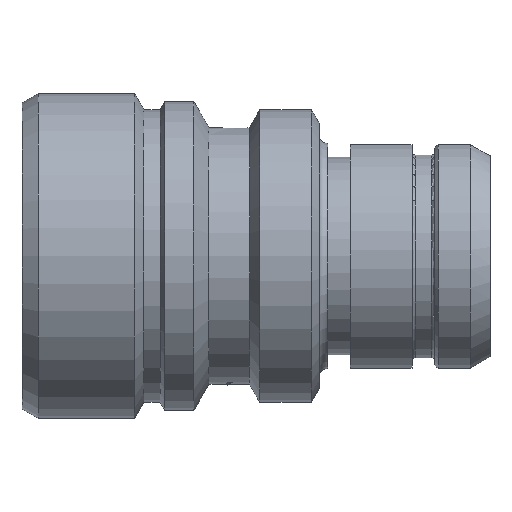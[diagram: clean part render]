
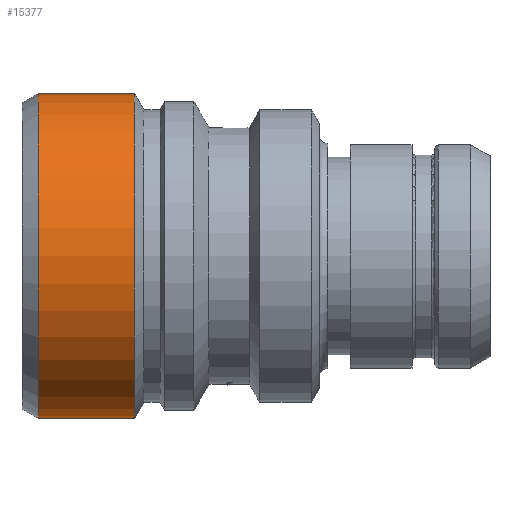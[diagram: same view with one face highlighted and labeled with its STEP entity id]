
A CAD part, top view. The second image highlights one B-rep face of the part: STEP entity #15377.
In plain terms, the highlighted cylindrical face has radius 10 mm (diameter 20 mm), a partial arc.
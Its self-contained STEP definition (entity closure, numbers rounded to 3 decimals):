
#1149=CARTESIAN_POINT('',(1.,0.,0.));
#1150=DIRECTION('',(1.,0.,0.));
#1151=DIRECTION('',(0.,1.,0.));
#1152=AXIS2_PLACEMENT_3D('',#1149,#1150,#1151);
#1154=CARTESIAN_POINT('',(6.923,0.,0.));
#1155=DIRECTION('',(1.,0.,0.));
#1156=DIRECTION('',(0.,1.,0.));
#1157=AXIS2_PLACEMENT_3D('',#1154,#1155,#1156);
#1159=DIRECTION('',(-1.,0.,0.));
#1160=VECTOR('',#1159,5.923);
#1161=CARTESIAN_POINT('',(6.923,10.,0.));
#1162=LINE('1133',#1161,#1160);
#1163=DIRECTION('',(-1.,0.,0.));
#1164=VECTOR('',#1163,5.923);
#1165=CARTESIAN_POINT('',(6.923,-10.,0.));
#1166=LINE('1147',#1165,#1164);
#11023=CARTESIAN_POINT('',(6.923,10.,0.));
#11024=VERTEX_POINT('',#11023);
#11025=CARTESIAN_POINT('',(1.,10.,0.));
#11026=VERTEX_POINT('',#11025);
#11059=CARTESIAN_POINT('',(6.923,-10.,0.));
#11060=VERTEX_POINT('',#11059);
#11061=CARTESIAN_POINT('',(1.,-10.,0.));
#11062=VERTEX_POINT('',#11061);
#15363=CARTESIAN_POINT('',(-1.44,0.,0.));
#15364=DIRECTION('',(1.,0.,0.));
#15365=DIRECTION('',(0.,-1.,0.));
#15366=AXIS2_PLACEMENT_3D('',#15363,#15364,#15365);
#15367=CYLINDRICAL_SURFACE('277',#15366,10.);
#15369=ORIENTED_EDGE('1133',*,*,#15368,.F.);
#15371=ORIENTED_EDGE('1165',*,*,#15370,.T.);
#15373=ORIENTED_EDGE('1147',*,*,#15372,.T.);
#15374=ORIENTED_EDGE('1166',*,*,#15349,.F.);
#15375=EDGE_LOOP('277',(#15369,#15371,#15373,#15374));
#15376=FACE_OUTER_BOUND('277',#15375,.F.);
#1153=CIRCLE('1166',#1152,10.);
#1158=CIRCLE('1165',#1157,10.);
#15349=EDGE_CURVE('1166',#11026,#11062,#1153,.T.);
#15368=EDGE_CURVE('1133',#11024,#11026,#1162,.T.);
#15370=EDGE_CURVE('1165',#11024,#11060,#1158,.T.);
#15372=EDGE_CURVE('1147',#11060,#11062,#1166,.T.);
#15377=ADVANCED_FACE('277',(#15376),#15367,.T.);
